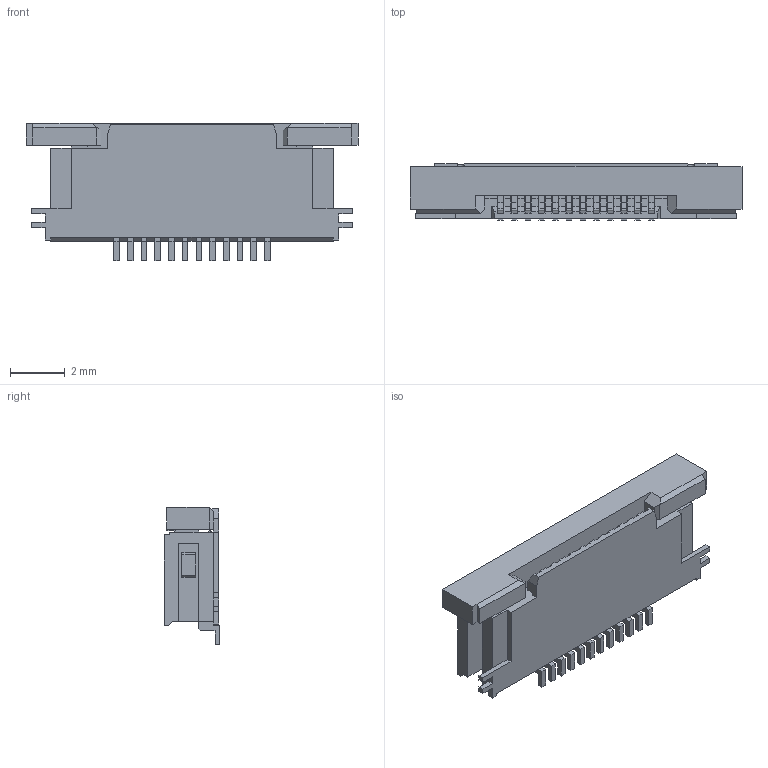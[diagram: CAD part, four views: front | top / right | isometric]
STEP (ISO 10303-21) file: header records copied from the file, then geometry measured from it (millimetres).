
FILE_DESCRIPTION((''),'1');
FILE_NAME('52746-1290','2000-12-04T',('GOPALAN'),(''),'PRO/ENGINEER BY PARAMETRIC TECHNOLOGY CORPORATION, 9902','PRO/ENGINEER BY PARAMETRIC TECHNOLOGY CORPORATION, 9902','');
FILE_SCHEMA(('CONFIG_CONTROL_DESIGN'));
Length unit declared in the file: millimetre
Products named in the file (1): 52746-1290
Bounding box: 12.1 x 2.04 x 5 mm (x, y, z)
Surface area: 411.6 mm2 (no closed solid volume)
Topology: 0 solids, 0 shells, 621 faces, 3838 edges, 3838 vertices
Faces by surface type: plane 583, cylinder 38
Entity records: 17903 total; most frequent: COMPOSITE_CURVE_SEGMENT 3838, DIRECTION 3237, CARTESIAN_POINT 2540, TRIMMED_CURVE 1919, VECTOR 1843, LINE 1843, AXIS2_PLACEMENT_3D 697, CURVE_BOUNDED_SURFACE 621
